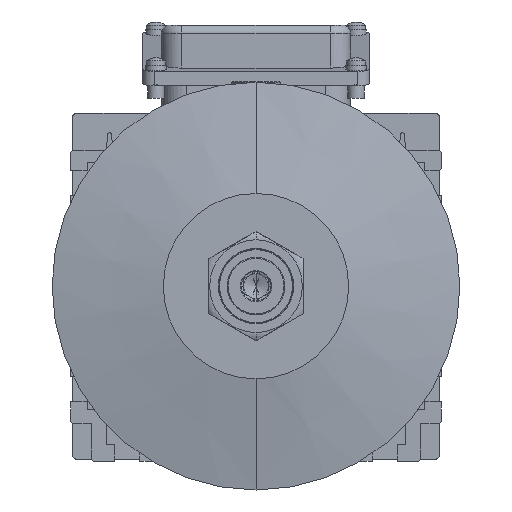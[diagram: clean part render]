
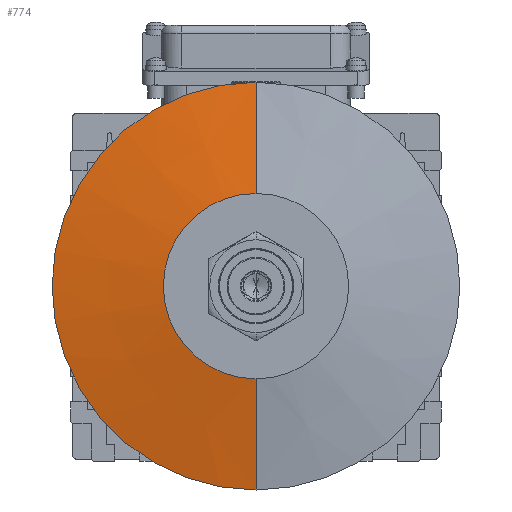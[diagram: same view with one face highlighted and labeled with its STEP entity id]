
A CAD part, front view. The second image highlights one B-rep face of the part: STEP entity #774.
In plain terms, the highlighted conical face has half-angle 79.509 degrees and reference radius 45 mm.
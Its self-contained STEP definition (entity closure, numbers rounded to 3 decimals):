
#575=CARTESIAN_POINT('',(-0.,-126.5,-45.));
#576=VERTEX_POINT('',#575);
#577=CARTESIAN_POINT('',(-0.,-126.5,45.));
#578=VERTEX_POINT('',#577);
#586=CARTESIAN_POINT('',(-0.,-126.5,-0.));
#587=DIRECTION('',(-0.,-1.,0.));
#588=DIRECTION('',(0.,-0.,-1.));
#589=AXIS2_PLACEMENT_3D('',#586,#587,#588);
#590=CIRCLE('',#589,45.);
#591=EDGE_CURVE('',#578,#576,#590,.T.);
#612=CARTESIAN_POINT('',(-0.,-116.5,99.));
#613=VERTEX_POINT('',#612);
#631=CARTESIAN_POINT('',(0.,-116.5,-99.));
#632=VERTEX_POINT('',#631);
#639=CARTESIAN_POINT('',(-0.,-116.5,-0.));
#640=DIRECTION('',(-0.,-1.,0.));
#641=DIRECTION('',(0.,-0.,-1.));
#642=AXIS2_PLACEMENT_3D('',#639,#640,#641);
#643=CIRCLE('',#642,99.);
#644=EDGE_CURVE('',#613,#632,#643,.T.);
#753=CARTESIAN_POINT('',(-0.,-126.5,-0.));
#754=DIRECTION('',(0.,1.,-0.));
#755=DIRECTION('',(-0.,0.,1.));
#756=AXIS2_PLACEMENT_3D('',#753,#754,#755);
#757=CONICAL_SURFACE('',#756,45.,79.509);
#758=CARTESIAN_POINT('',(-0.,-116.5,-99.));
#759=DIRECTION('',(-0.,-0.182,0.983));
#760=VECTOR('',#759,54.918);
#761=LINE('',#758,#760);
#762=EDGE_CURVE('',#632,#576,#761,.T.);
#763=ORIENTED_EDGE('',*,*,#762,.T.);
#764=ORIENTED_EDGE('',*,*,#591,.F.);
#765=CARTESIAN_POINT('',(-0.,-116.5,99.));
#766=DIRECTION('',(0.,-0.182,-0.983));
#767=VECTOR('',#766,54.918);
#768=LINE('',#765,#767);
#769=EDGE_CURVE('',#613,#578,#768,.T.);
#770=ORIENTED_EDGE('',*,*,#769,.F.);
#771=ORIENTED_EDGE('',*,*,#644,.T.);
#772=EDGE_LOOP('',(#763,#764,#770,#771));
#773=FACE_BOUND('',#772,.T.);
#774=ADVANCED_FACE('',(#773),#757,.T.);
